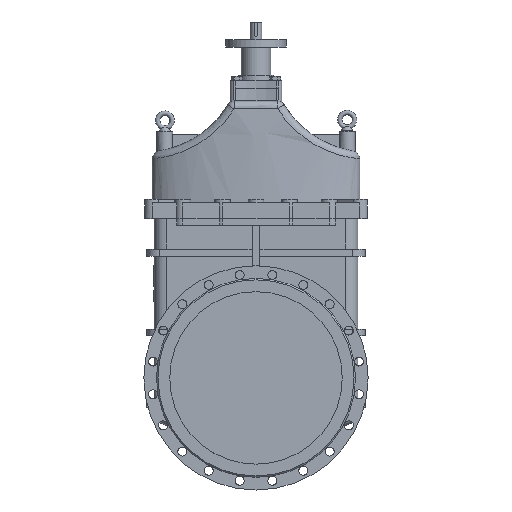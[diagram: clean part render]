
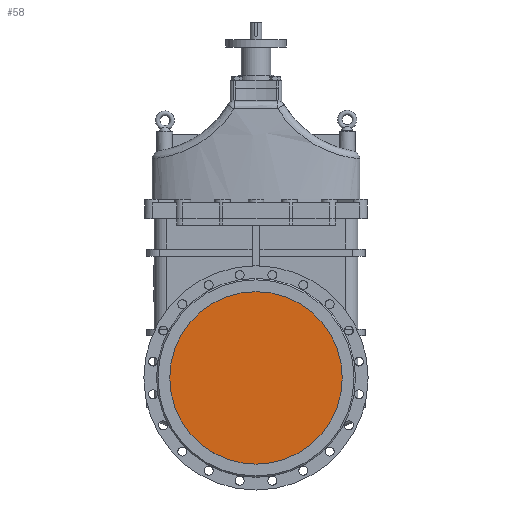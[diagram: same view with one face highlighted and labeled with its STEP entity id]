
A CAD part, left-side view. The second image highlights one B-rep face of the part: STEP entity #58.
In plain terms, the highlighted planar face has unit normal (-1, 0, 0).
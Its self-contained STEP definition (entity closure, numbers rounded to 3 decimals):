
#58=ADVANCED_FACE('',(#45409),#45411,.T.);
#45409=FACE_BOUND('',#45410,.T.);
#45410=EDGE_LOOP('',(#91748));
#45411=PLANE('',#45412);
#45412=AXIS2_PLACEMENT_3D('',#45413,#45414,#45415);
#45413=CARTESIAN_POINT('',(144827.35,-14360.311,306.183));
#45414=DIRECTION('',(-1.,0.,0.));
#45415=DIRECTION('',(0.,-1.,0.));
#91748=ORIENTED_EDGE('',*,*,#121508,.T.);
#121508=EDGE_CURVE('',#136388,#136388,#136389,.T.);
#136388=VERTEX_POINT('',#161223);
#136389=CIRCLE('',#161224,300.);
#161223=CARTESIAN_POINT('',(144827.35,-14360.311,6.183));
#161224=AXIS2_PLACEMENT_3D('',#161225,#161226,#161227);
#161225=CARTESIAN_POINT('',(144827.35,-14360.311,306.183));
#161226=DIRECTION('',(-1.,0.,0.));
#161227=DIRECTION('',(0.,0.,1.));
